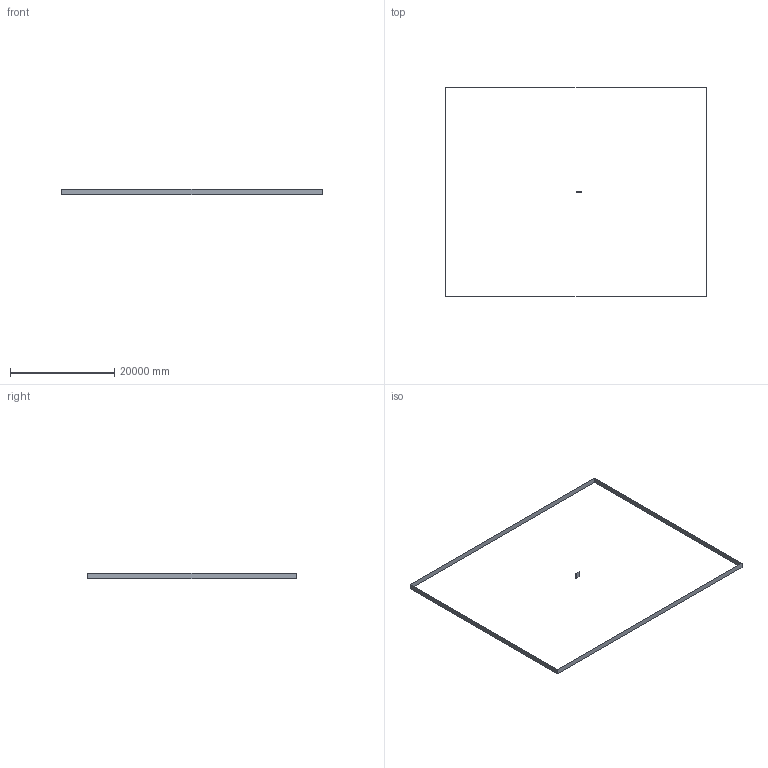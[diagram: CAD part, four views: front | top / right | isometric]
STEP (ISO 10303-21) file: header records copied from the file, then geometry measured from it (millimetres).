
FILE_DESCRIPTION(('CATIA V5 STEP Exchange'),'2;1');
FILE_NAME('UAV_Airfoil_Model_003.stp','2020-06-06T12:43:43+00:00',('none'),('none'),'CATIA Version 5 Release 19 GA (IN-10)','CATIA V5 STEP AP203','none');
FILE_SCHEMA(('CONFIG_CONTROL_DESIGN'));
Length unit declared in the file: millimetre
Products named in the file (1): 后起落架（左侧）
Bounding box: 50000 x 40000 x 1000 mm (x, y, z)
Surface area: 182041405.6 mm2 (no closed solid volume)
Topology: 0 solids, 2 shells, 9 faces, 36 edges, 29 vertices
Faces by surface type: extrusion 5, plane 4
Entity records: 4054 total; most frequent: CARTESIAN_POINT 3758, ORIENTED_EDGE 36, DIRECTION 34, EDGE_CURVE 27, VECTOR 26, LINE 21, B_SPLINE_CURVE_WITH_KNOTS 20, VERTEX_POINT 18
